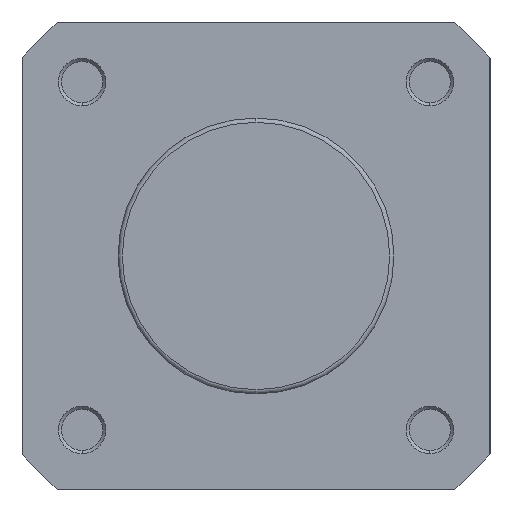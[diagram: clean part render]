
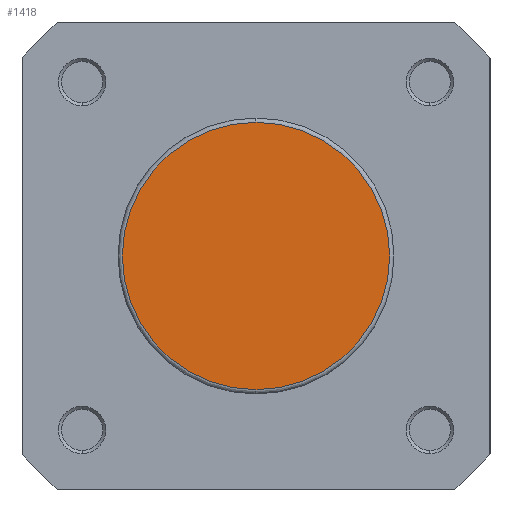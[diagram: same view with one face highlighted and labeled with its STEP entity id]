
A CAD part, left-side view. The second image highlights one B-rep face of the part: STEP entity #1418.
In plain terms, the highlighted planar face has unit normal (-1, 0, 0).
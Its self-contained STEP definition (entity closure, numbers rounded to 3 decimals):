
#124 = CARTESIAN_POINT ( 'NONE',  ( 0., 0., -21.7 ) ) ;
#198 = CARTESIAN_POINT ( 'NONE',  ( 0., 0., 21.7 ) ) ;
#212 = VERTEX_POINT ( 'NONE', #124 ) ;
#316 = VERTEX_POINT ( 'NONE', #198 ) ;
#839 = EDGE_CURVE ( 'NONE', #316, #212, #1640, .T. ) ;
#885 = EDGE_CURVE ( 'NONE', #212, #316, #1729, .T. ) ;
#1091 = AXIS2_PLACEMENT_3D ( 'NONE', #3107, #3125, #3126 ) ;
#1117 = AXIS2_PLACEMENT_3D ( 'NONE', #3235, #3242, #3243 ) ;
#1180 = AXIS2_PLACEMENT_3D ( 'NONE', #3468, #3477, #3478 ) ;
#1418 = ADVANCED_FACE ( 'NONE', ( #2028 ), #3467, .F. ) ;
#1640 = CIRCLE ( 'NONE', #1091, 21.7 ) ;
#1729 = CIRCLE ( 'NONE', #1117, 21.7 ) ;
#2028 = FACE_OUTER_BOUND ( 'NONE', #5390, .T. ) ;
#3107 = CARTESIAN_POINT ( 'NONE',  ( 0., 0., 0. ) ) ;
#3125 = DIRECTION ( 'NONE',  ( -1., 0., 0. ) ) ;
#3126 = DIRECTION ( 'NONE',  ( 0., 0., -1. ) ) ;
#3235 = CARTESIAN_POINT ( 'NONE',  ( 0., 0., 0. ) ) ;
#3242 = DIRECTION ( 'NONE',  ( -1., 0., 0. ) ) ;
#3243 = DIRECTION ( 'NONE',  ( 0., 0., -1. ) ) ;
#3467 = PLANE ( 'NONE',  #1180 ) ;
#3468 = CARTESIAN_POINT ( 'NONE',  ( 0., 22.4, 0. ) ) ;
#3477 = DIRECTION ( 'NONE',  ( 1., 0., 0. ) ) ;
#3478 = DIRECTION ( 'NONE',  ( 0., 0., -1. ) ) ;
#4950 = ORIENTED_EDGE ( 'NONE', *, *, #839, .T. ) ;
#4951 = ORIENTED_EDGE ( 'NONE', *, *, #885, .T. ) ;
#5390 = EDGE_LOOP ( 'NONE', ( #4951, #4950 ) ) ;
